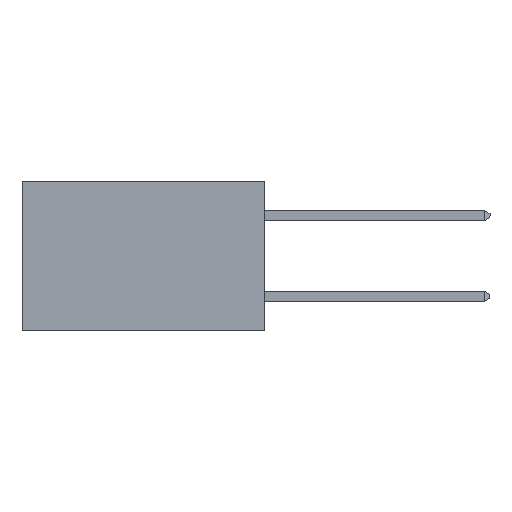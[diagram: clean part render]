
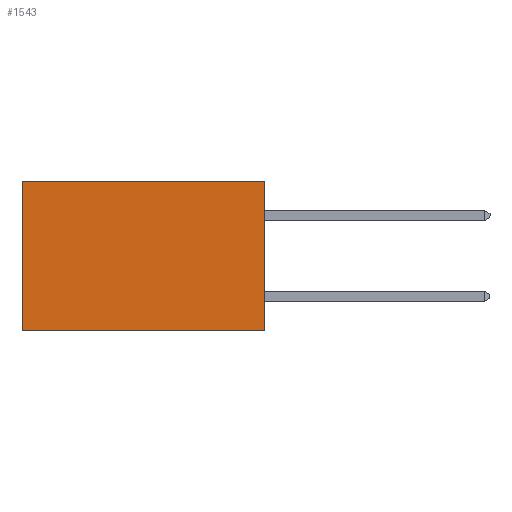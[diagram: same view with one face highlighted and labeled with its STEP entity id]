
A CAD part, left-side view. The second image highlights one B-rep face of the part: STEP entity #1543.
In plain terms, the highlighted planar face has unit normal (-1, 0, 0).
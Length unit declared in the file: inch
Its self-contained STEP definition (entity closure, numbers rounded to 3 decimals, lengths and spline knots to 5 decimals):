
#275 = DIRECTION ( 'NONE',  ( 0., 1., 0. ) ) ;
#583 = CARTESIAN_POINT ( 'NONE',  ( 0.2615, 0.6, -0.37 ) ) ;
#676 = LINE ( 'NONE', #3257, #7038 ) ;
#1175 = CARTESIAN_POINT ( 'NONE',  ( 0.2615, 0., -0.37 ) ) ;
#1215 = LINE ( 'NONE', #583, #6041 ) ;
#1384 = CARTESIAN_POINT ( 'NONE',  ( 0.2615, 0., -0.37 ) ) ;
#1543 = ADVANCED_FACE ( 'NONE', ( #3075 ), #2371, .F. ) ;
#1739 = EDGE_CURVE ( 'NONE', #8080, #7192, #5994, .T. ) ;
#2117 = VERTEX_POINT ( 'NONE', #3542 ) ;
#2349 = DIRECTION ( 'NONE',  ( 0., 1., 0. ) ) ;
#2371 = PLANE ( 'NONE',  #7880 ) ;
#2410 = EDGE_CURVE ( 'NONE', #2117, #8080, #3161, .T. ) ;
#2428 = EDGE_CURVE ( 'NONE', #5155, #7192, #1215, .T. ) ;
#2443 = VECTOR ( 'NONE', #5733, 39.37008 ) ;
#2451 = DIRECTION ( 'NONE',  ( 1., 0., 0. ) ) ;
#2580 = EDGE_CURVE ( 'NONE', #2117, #5155, #676, .T. ) ;
#3075 = FACE_OUTER_BOUND ( 'NONE', #3906, .T. ) ;
#3161 = LINE ( 'NONE', #1175, #2443 ) ;
#3257 = CARTESIAN_POINT ( 'NONE',  ( 0.2615, 0., 0. ) ) ;
#3542 = CARTESIAN_POINT ( 'NONE',  ( 0.2615, 0., 0. ) ) ;
#3694 = CARTESIAN_POINT ( 'NONE',  ( 0.2615, 0., -0.37 ) ) ;
#3906 = EDGE_LOOP ( 'NONE', ( #4873, #4514, #5470, #6597 ) ) ;
#4514 = ORIENTED_EDGE ( 'NONE', *, *, #1739, .F. ) ;
#4614 = DIRECTION ( 'NONE',  ( 0., 0., -1. ) ) ;
#4873 = ORIENTED_EDGE ( 'NONE', *, *, #2428, .T. ) ;
#5155 = VERTEX_POINT ( 'NONE', #5841 ) ;
#5470 = ORIENTED_EDGE ( 'NONE', *, *, #2410, .F. ) ;
#5733 = DIRECTION ( 'NONE',  ( 0., 0., -1. ) ) ;
#5841 = CARTESIAN_POINT ( 'NONE',  ( 0.2615, 0.6, 0. ) ) ;
#5994 = LINE ( 'NONE', #1384, #6411 ) ;
#6041 = VECTOR ( 'NONE', #4614, 39.37008 ) ;
#6406 = CARTESIAN_POINT ( 'NONE',  ( 0.2615, 0.6, -0.37 ) ) ;
#6411 = VECTOR ( 'NONE', #275, 39.37008 ) ;
#6597 = ORIENTED_EDGE ( 'NONE', *, *, #2580, .T. ) ;
#7038 = VECTOR ( 'NONE', #2349, 39.37008 ) ;
#7192 = VERTEX_POINT ( 'NONE', #6406 ) ;
#7481 = DIRECTION ( 'NONE',  ( 0., 0., -1. ) ) ;
#7583 = CARTESIAN_POINT ( 'NONE',  ( 0.2615, 0., -0.37 ) ) ;
#7880 = AXIS2_PLACEMENT_3D ( 'NONE', #3694, #2451, #7481 ) ;
#8080 = VERTEX_POINT ( 'NONE', #7583 ) ;
